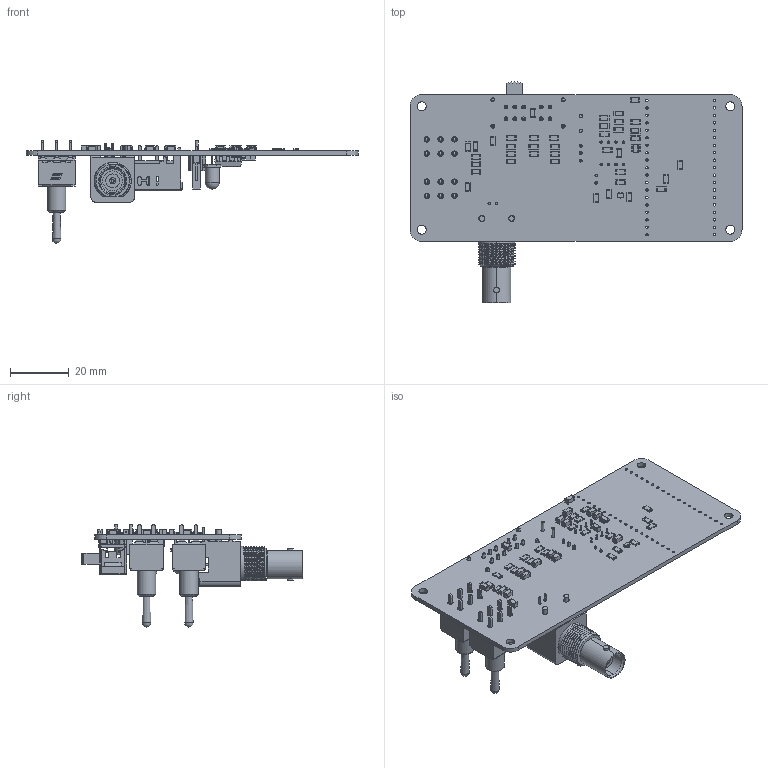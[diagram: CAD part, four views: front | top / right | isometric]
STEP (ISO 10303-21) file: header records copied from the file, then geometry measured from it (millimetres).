
FILE_DESCRIPTION(('KiCad electronic assembly'),'2;1');
FILE_NAME('Proyecto integrador 1.1.step','2025-04-01T10:15:04',('Pcbnew' ),('Kicad'),'Open CASCADE STEP processor 7.8', 'KiCad to STEP converter','Unknown');
FILE_SCHEMA(('AUTOMOTIVE_DESIGN { 1 0 10303 214 1 1 1 1 }'));
Length unit declared in the file: millimetre
Products named in the file (19): Proyecto integrador 1.1 1; R_1206_3216Metric; C_1206_3216Metric; SOT-323_SC-70; ADS7884SDBVT; BODY-SOT; LEAD-SOT; PinHeader_1x03_P2.54mm_Vertical; 15-29-1025; 5227161-1; GKG30015; Body; Leads; Same_Sky_SLW-2414894-6A-RA-S-D; DIP-8_W7.62mm; SOT-23-6; 100DP2T1B1M2QEH; LED_D5.0mm; Proyecto integrador 1.1_PCB
Assembly tree (66 placements, depth 3):
  Proyecto integrador 1.1 1
    R_1206_3216Metric  x22
    C_1206_3216Metric  x22
    SOT-323_SC-70
    ADS7884SDBVT
      BODY-SOT
      LEAD-SOT  x6
    PinHeader_1x03_P2.54mm_Vertical
    15-29-1025
    5227161-1
    GKG30015
      Body
      Leads
    Same_Sky_SLW-2414894-6A-RA-S-D
    DIP-8_W7.62mm
    SOT-23-6
    100DP2T1B1M2QEH  x2
    LED_D5.0mm
    Proyecto integrador 1.1_PCB
Bounding box: 113 x 75.29 x 34.88 mm (x, y, z)
Volume: 16587.2 mm3; surface area: 24110.8 mm2
Topology: 69 solids, 71 shells, 3267 faces, 8503 edges, 5488 vertices
Faces by surface type: plane 2108, cylinder 959, bspline 122, sphere 59, cone 13, torus 4, revolution 2
Full cylindrical faces by diameter (mm): 0.8 x46, 0.89 x2, 0.9 x2, 1 x5, 1.2 x2, 1.3 x14, 1.65 x2, 1.85 x12, 2.01 x2, 3 x4, 4.2 x2, 4.9 x1
Entity records: 60427 total; most frequent: CARTESIAN_POINT 13804, ORIENTED_EDGE 8986, DIRECTION 8408, EDGE_CURVE 4493, LINE 3340, VECTOR 3340, VERTEX_POINT 2879, AXIS2_PLACEMENT_3D 2533
